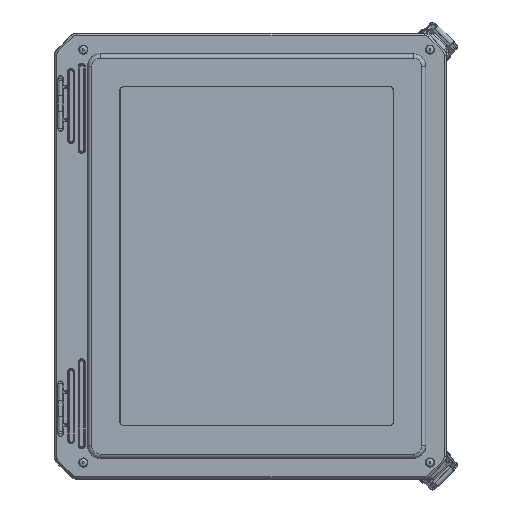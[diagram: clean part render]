
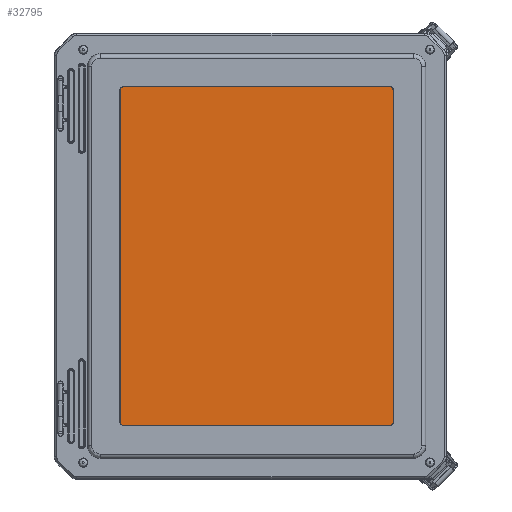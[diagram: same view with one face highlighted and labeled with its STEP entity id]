
A CAD part, top view. The second image highlights one B-rep face of the part: STEP entity #32795.
In plain terms, the highlighted face is planar.
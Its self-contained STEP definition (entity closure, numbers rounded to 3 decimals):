
#4626=LINE('',#77601,#6939);
#4630=LINE('',#77610,#6943);
#4633=LINE('',#77618,#6946);
#4636=LINE('',#77626,#6949);
#6939=VECTOR('',#45994,8.);
#6943=VECTOR('',#46004,10.);
#6946=VECTOR('',#46013,8.);
#6949=VECTOR('',#46022,10.);
#7766=PLANE('',#36657);
#9866=FACE_OUTER_BOUND('',#12000,.T.);
#12000=EDGE_LOOP('',(#29991,#29992,#29993,#29994,#29995,#29996,#29997,#29998));
#13392=CIRCLE('',#36647,0.115);
#13393=CIRCLE('',#36650,0.115);
#13394=CIRCLE('',#36653,0.115);
#13395=CIRCLE('',#36656,0.115);
#16160=VERTEX_POINT('',#77598);
#16161=VERTEX_POINT('',#77600);
#16162=VERTEX_POINT('',#77604);
#16163=VERTEX_POINT('',#77608);
#16164=VERTEX_POINT('',#77612);
#16165=VERTEX_POINT('',#77616);
#16166=VERTEX_POINT('',#77620);
#16167=VERTEX_POINT('',#77624);
#20813=EDGE_CURVE('',#16160,#16161,#4626,.T.);
#20816=EDGE_CURVE('',#16162,#16160,#13392,.T.);
#20818=EDGE_CURVE('',#16163,#16162,#4630,.T.);
#20820=EDGE_CURVE('',#16164,#16163,#13393,.T.);
#20822=EDGE_CURVE('',#16165,#16164,#4633,.T.);
#20824=EDGE_CURVE('',#16166,#16165,#13394,.T.);
#20826=EDGE_CURVE('',#16167,#16166,#4636,.T.);
#20827=EDGE_CURVE('',#16161,#16167,#13395,.T.);
#29991=ORIENTED_EDGE('',*,*,#20827,.F.);
#29992=ORIENTED_EDGE('',*,*,#20813,.F.);
#29993=ORIENTED_EDGE('',*,*,#20816,.F.);
#29994=ORIENTED_EDGE('',*,*,#20818,.F.);
#29995=ORIENTED_EDGE('',*,*,#20820,.F.);
#29996=ORIENTED_EDGE('',*,*,#20822,.F.);
#29997=ORIENTED_EDGE('',*,*,#20824,.F.);
#29998=ORIENTED_EDGE('',*,*,#20826,.F.);
#32795=ADVANCED_FACE('',(#9866),#7766,.F.);
#36647=AXIS2_PLACEMENT_3D('',#77606,#45999,#46000);
#36650=AXIS2_PLACEMENT_3D('',#77614,#46008,#46009);
#36653=AXIS2_PLACEMENT_3D('',#77622,#46017,#46018);
#36656=AXIS2_PLACEMENT_3D('',#77628,#46025,#46026);
#36657=AXIS2_PLACEMENT_3D('',#77629,#46027,#46028);
#45994=DIRECTION('',(-1.,0.,0.));
#45999=DIRECTION('center_axis',(0.,0.,1.));
#46000=DIRECTION('ref_axis',(1.,0.,0.));
#46004=DIRECTION('',(0.,1.,0.));
#46008=DIRECTION('center_axis',(0.,0.,1.));
#46009=DIRECTION('ref_axis',(0.,-1.,0.));
#46013=DIRECTION('',(1.,0.,0.));
#46017=DIRECTION('center_axis',(0.,0.,1.));
#46018=DIRECTION('ref_axis',(-1.,0.,0.));
#46022=DIRECTION('',(0.,-1.,0.));
#46025=DIRECTION('center_axis',(0.,0.,1.));
#46026=DIRECTION('ref_axis',(0.,1.,0.));
#46027=DIRECTION('center_axis',(0.,0.,1.));
#46028=DIRECTION('ref_axis',(1.,0.,0.));
#77598=CARTESIAN_POINT('',(4.,5.115,0.));
#77600=CARTESIAN_POINT('',(-4.,5.115,0.));
#77601=CARTESIAN_POINT('',(4.,5.115,0.));
#77604=CARTESIAN_POINT('',(4.115,5.,0.));
#77606=CARTESIAN_POINT('Origin',(4.,5.,0.));
#77608=CARTESIAN_POINT('',(4.115,-5.,0.));
#77610=CARTESIAN_POINT('',(4.115,-5.,0.));
#77612=CARTESIAN_POINT('',(4.,-5.115,0.));
#77614=CARTESIAN_POINT('Origin',(4.,-5.,0.));
#77616=CARTESIAN_POINT('',(-4.,-5.115,0.));
#77618=CARTESIAN_POINT('',(-4.,-5.115,0.));
#77620=CARTESIAN_POINT('',(-4.115,-5.,0.));
#77622=CARTESIAN_POINT('Origin',(-4.,-5.,0.));
#77624=CARTESIAN_POINT('',(-4.115,5.,0.));
#77626=CARTESIAN_POINT('',(-4.115,5.,0.));
#77628=CARTESIAN_POINT('Origin',(-4.,5.,0.));
#77629=CARTESIAN_POINT('Origin',(0.,0.,0.));
